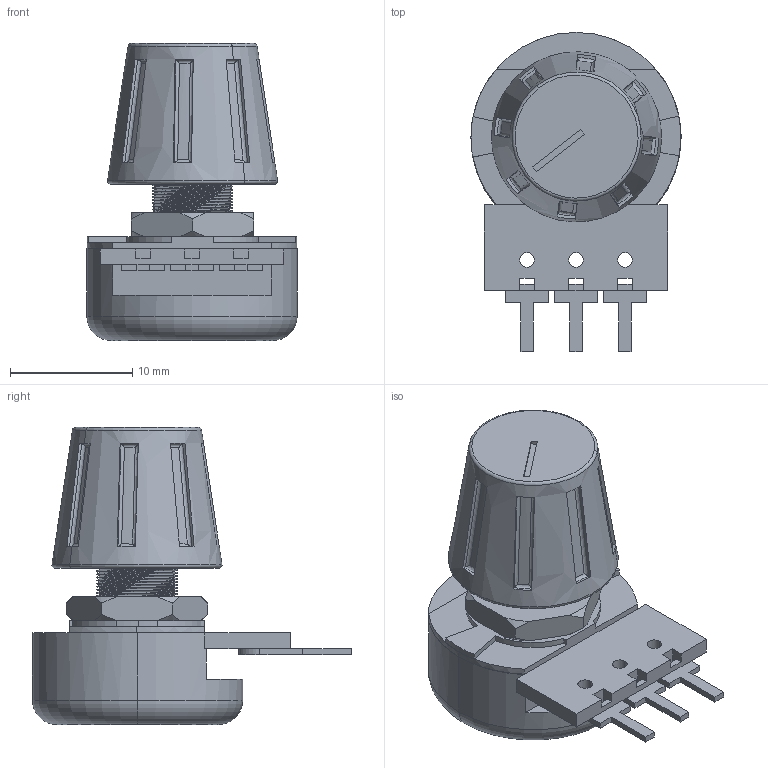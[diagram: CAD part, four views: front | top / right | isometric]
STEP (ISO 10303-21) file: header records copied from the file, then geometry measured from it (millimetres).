
FILE_DESCRIPTION (( 'STEP AP214' ), '1' );
FILE_NAME ('Potentiometer.STEP', '2020-03-03T06:40:57', ( '' ), ( '' ), 'SwSTEP 2.0', 'SolidWorks 2018', '' );
FILE_SCHEMA (( 'AUTOMOTIVE_DESIGN' ));
Length unit declared in the file: millimetre
Products named in the file (5): Potentiometer; Meter; Potentiometer nut; meter Shaft; Knob
Assembly tree (4 placements, depth 2):
  Potentiometer
    Meter
    meter Shaft
    Knob
    Potentiometer nut
Bounding box: 17.2 x 26.1 x 24.3 mm (x, y, z)
Volume: 2864.8 mm3; surface area: 3559.2 mm2
Topology: 4 solids, 4 shells, 250 faces, 664 edges, 435 vertices
Faces by surface type: plane 103, bspline 71, cylinder 44, cone 26, torus 6
Entity records: 15417 total; most frequent: CARTESIAN_POINT 9214, ORIENTED_EDGE 1328, DIRECTION 899, EDGE_CURVE 664, VERTEX_POINT 435, AXIS2_PLACEMENT_3D 304, VECTOR 291, LINE 291
